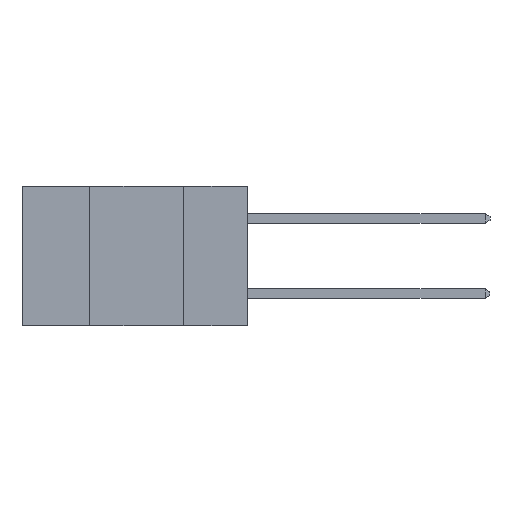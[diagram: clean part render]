
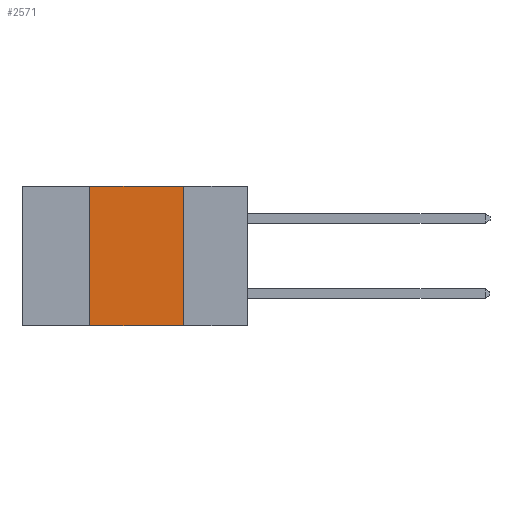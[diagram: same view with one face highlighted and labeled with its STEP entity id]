
A CAD part, left-side view. The second image highlights one B-rep face of the part: STEP entity #2571.
In plain terms, the highlighted planar face has unit normal (-1, 0, 0).
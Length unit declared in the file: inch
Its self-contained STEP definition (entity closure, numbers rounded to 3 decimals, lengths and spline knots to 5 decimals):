
#84 = CARTESIAN_POINT ( 'NONE',  ( 0., 0.42, -0.37 ) ) ;
#101 = DIRECTION ( 'NONE',  ( 0., 0., 1. ) ) ;
#353 = VECTOR ( 'NONE', #101, 39.37008 ) ;
#738 = ORIENTED_EDGE ( 'NONE', *, *, #1333, .T. ) ;
#788 = DIRECTION ( 'NONE',  ( 0., 0., -1. ) ) ;
#1333 = EDGE_CURVE ( 'NONE', #10185, #12759, #10716, .T. ) ;
#2412 = ORIENTED_EDGE ( 'NONE', *, *, #9598, .F. ) ;
#2571 = ADVANCED_FACE ( 'NONE', ( #5229 ), #6859, .F. ) ;
#2619 = CARTESIAN_POINT ( 'NONE',  ( 0., 0.42, 0. ) ) ;
#2825 = EDGE_CURVE ( 'NONE', #5546, #12759, #8624, .T. ) ;
#5083 = AXIS2_PLACEMENT_3D ( 'NONE', #6264, #16901, #788 ) ;
#5229 = FACE_OUTER_BOUND ( 'NONE', #14322, .T. ) ;
#5546 = VERTEX_POINT ( 'NONE', #8021 ) ;
#5944 = DIRECTION ( 'NONE',  ( 0., -1., 0. ) ) ;
#6123 = CARTESIAN_POINT ( 'NONE',  ( 0., 0.6, 0. ) ) ;
#6184 = DIRECTION ( 'NONE',  ( 0., -1., 0. ) ) ;
#6264 = CARTESIAN_POINT ( 'NONE',  ( 0., 0.6, 0. ) ) ;
#6336 = VECTOR ( 'NONE', #6184, 39.37008 ) ;
#6510 = VERTEX_POINT ( 'NONE', #2619 ) ;
#6859 = PLANE ( 'NONE',  #5083 ) ;
#7509 = VECTOR ( 'NONE', #5944, 39.37008 ) ;
#8021 = CARTESIAN_POINT ( 'NONE',  ( 0., 0.17, 0. ) ) ;
#8624 = LINE ( 'NONE', #10820, #11799 ) ;
#9066 = ORIENTED_EDGE ( 'NONE', *, *, #2825, .F. ) ;
#9268 = EDGE_CURVE ( 'NONE', #6510, #5546, #16833, .T. ) ;
#9598 = EDGE_CURVE ( 'NONE', #10185, #6510, #17207, .T. ) ;
#10185 = VERTEX_POINT ( 'NONE', #84 ) ;
#10716 = LINE ( 'NONE', #16875, #7509 ) ;
#10820 = CARTESIAN_POINT ( 'NONE',  ( 0., 0.17, 0. ) ) ;
#11799 = VECTOR ( 'NONE', #16477, 39.37008 ) ;
#12363 = CARTESIAN_POINT ( 'NONE',  ( 0., 0.42, 0. ) ) ;
#12759 = VERTEX_POINT ( 'NONE', #13513 ) ;
#13513 = CARTESIAN_POINT ( 'NONE',  ( 0., 0.17, -0.37 ) ) ;
#14322 = EDGE_LOOP ( 'NONE', ( #9066, #16413, #2412, #738 ) ) ;
#16413 = ORIENTED_EDGE ( 'NONE', *, *, #9268, .F. ) ;
#16477 = DIRECTION ( 'NONE',  ( 0., 0., -1. ) ) ;
#16833 = LINE ( 'NONE', #6123, #6336 ) ;
#16875 = CARTESIAN_POINT ( 'NONE',  ( 0., 0.6, -0.37 ) ) ;
#16901 = DIRECTION ( 'NONE',  ( 1., 0., 0. ) ) ;
#17207 = LINE ( 'NONE', #12363, #353 ) ;
